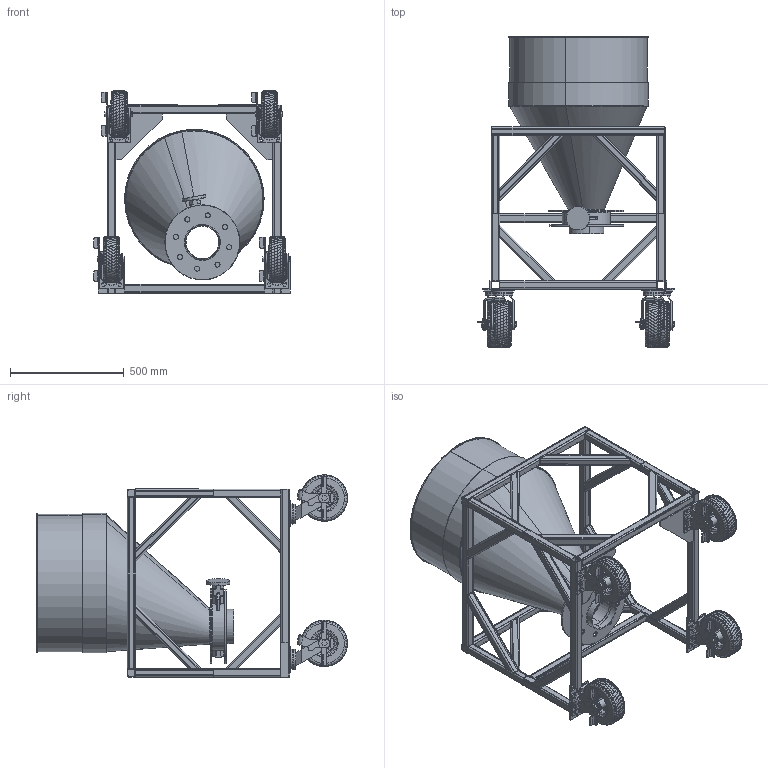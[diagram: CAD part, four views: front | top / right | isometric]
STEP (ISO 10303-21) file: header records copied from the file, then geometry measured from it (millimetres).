
FILE_DESCRIPTION (( 'STEP AP203' ), '1' );
FILE_NAME ('Regolith Hopper.STEP', '2022-05-20T16:10:35', ( '' ), ( '' ), 'SwSTEP 2.0', 'SolidWorks 2021', '' );
FILE_SCHEMA (( 'CONFIG_CONTROL_DESIGN' ));
Length unit declared in the file: inch
Products named in the file (7): Pneumatic Dispenser; Discharge Hopper_Mk2; Pneumatic Dispenser and Flange; 22925T32_Flat-Free Caster with Brake and 8  Polyurethane Wheel_22925T32; Discharge Hopper Frame_Default<As Machined>; Regolith Hopper; Bottom Flange
Assembly tree (9 placements, depth 3):
  Regolith Hopper
    Discharge Hopper Frame_Default<As Machined>
    Discharge Hopper_Mk2
    Pneumatic Dispenser and Flange
      Pneumatic Dispenser
      Bottom Flange
    22925T32_Flat-Free Caster with Brake and 8  Polyurethane Wheel_22925T32  x4
Bounding box: 861.7 x 1364.52 x 887.54 mm (x, y, z)
Volume: 21153108.9 mm3; surface area: 7868034.5 mm2
Topology: 52 solids, 52 shells, 9264 faces, 25142 edges, 16621 vertices
Faces by surface type: plane 7157, cylinder 1478, torus 509, bspline 56, cone 40, sphere 24
Entity records: 101747 total; most frequent: CARTESIAN_POINT 28400, ORIENTED_EDGE 16270, DIRECTION 13410, EDGE_CURVE 8135, VECTOR 5448, LINE 5448, VERTEX_POINT 5344, AXIS2_PLACEMENT_3D 3981
